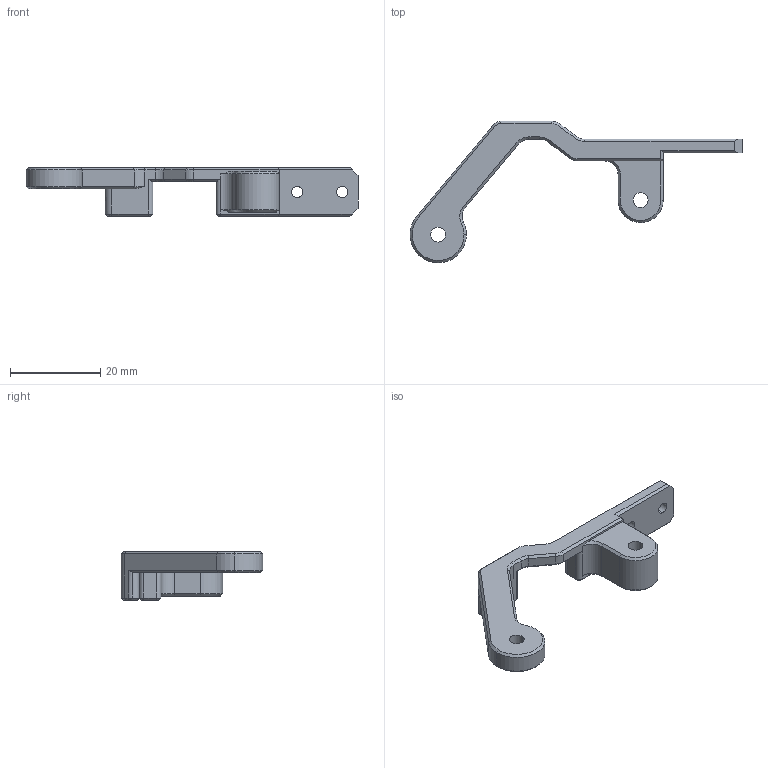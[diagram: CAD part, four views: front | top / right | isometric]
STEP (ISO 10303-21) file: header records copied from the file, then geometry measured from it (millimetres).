
FILE_DESCRIPTION (( 'STEP AP203' ), '1' );
FILE_NAME ('Revolute Joint 3_Default_sldprt.STEP', '2023-09-27T09:49:15', ( '' ), ( '' ), 'SwSTEP 2.0', 'SolidWorks 2020', '' );
FILE_SCHEMA (( 'CONFIG_CONTROL_DESIGN' ));
Length unit declared in the file: millimetre
Products named in the file (1): Revolute Joint 3_Default_sldprt
Bounding box: 73.68 x 31.41 x 10.8 mm (x, y, z)
Volume: 4144.9 mm3; surface area: 2888.6 mm2
Topology: 1 solids, 1 shells, 111 faces, 272 edges, 163 vertices
Faces by surface type: plane 55, cone 30, cylinder 26
Entity records: 3307 total; most frequent: CARTESIAN_POINT 587, DIRECTION 564, ORIENTED_EDGE 544, EDGE_CURVE 272, AXIS2_PLACEMENT_3D 194, LINE 176, VECTOR 176, VERTEX_POINT 163
